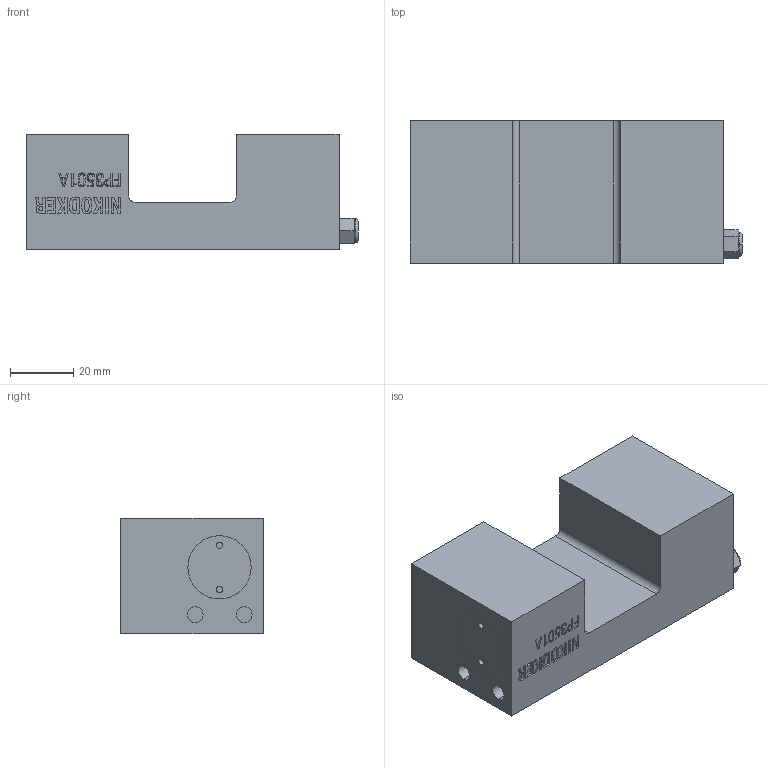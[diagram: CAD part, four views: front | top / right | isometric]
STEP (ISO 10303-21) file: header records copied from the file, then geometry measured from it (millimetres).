
FILE_DESCRIPTION (( 'STEP AP203' ), '1' );
FILE_NAME ('FP3501A.STEP', '2019-11-22T03:43:52', ( 'Users' ), ( 'Microsoft' ), 'SwSTEP 2.0', 'SolidWorks 2012', '' );
FILE_SCHEMA (( 'CONFIG_CONTROL_DESIGN' ));
Length unit declared in the file: millimetre
Products named in the file (5): FP3501A; Air filter; P35-3; P35-2; 35-1
Assembly tree (6 placements, depth 2):
  FP3501A
    35-1
    P35-2  x2
    P35-3  x2
    Air filter
Bounding box: 105 x 45 x 36.5 mm (x, y, z)
Volume: 127495.4 mm3; surface area: 26291 mm2
Topology: 6 solids, 6 shells, 332 faces, 812 edges, 533 vertices
Faces by surface type: plane 191, bspline 63, cylinder 58, cone 16, torus 2, sphere 2
Entity records: 13561 total; most frequent: CARTESIAN_POINT 5941, ORIENTED_EDGE 1544, DIRECTION 1246, EDGE_CURVE 772, VERTEX_POINT 509, VECTOR 506, LINE 506, AXIS2_PLACEMENT_3D 370
